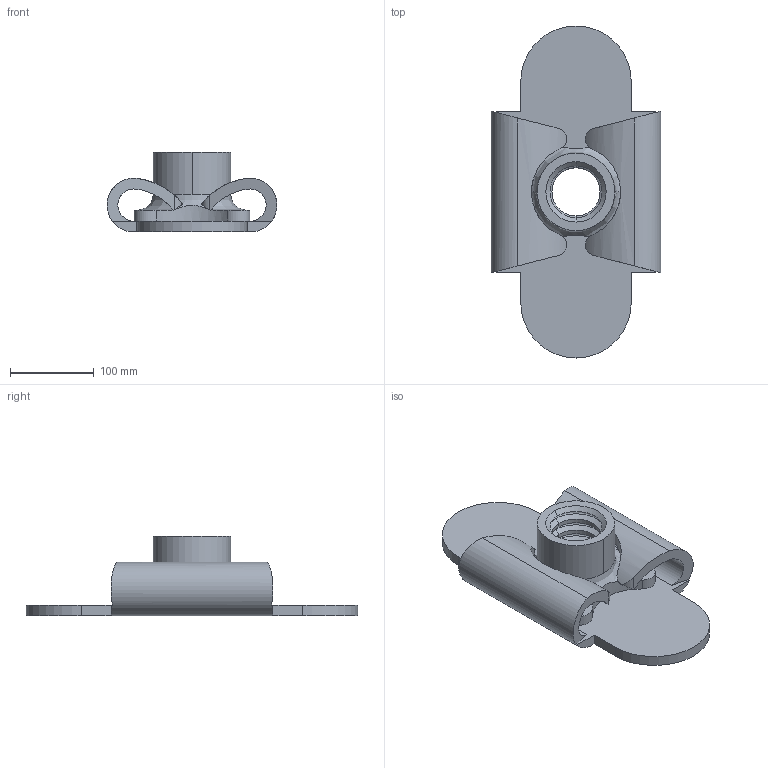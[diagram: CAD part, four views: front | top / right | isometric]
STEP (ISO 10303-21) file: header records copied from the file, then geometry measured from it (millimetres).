
FILE_DESCRIPTION((''),'2;1');
FILE_NAME('cb6014cr04 solid only - scaled.stp','2010-10-22T07:36:44',(''),(''),'Mechanical Desktop 2009','Mechanical Desktop 2009',', , ');
FILE_SCHEMA(('CONFIG_CONTROL_DESIGN'));
Length unit declared in the file: inch
Products named in the file (1): CB6014CR04 SOLID ONLY - SCALED
Bounding box: 203.21 x 397.42 x 95.48 mm (x, y, z)
Volume: 1552810.1 mm3; surface area: 272890.5 mm2
Topology: 2 solids, 2 shells, 98 faces, 258 edges, 164 vertices
Faces by surface type: cylinder 38, cone 24, plane 24, bspline 12
Entity records: 4157 total; most frequent: CARTESIAN_POINT 1581, DIRECTION 558, ORIENTED_EDGE 516, EDGE_CURVE 258, AXIS2_PLACEMENT_3D 227, VERTEX_POINT 164, CIRCLE 112, VECTOR 104
